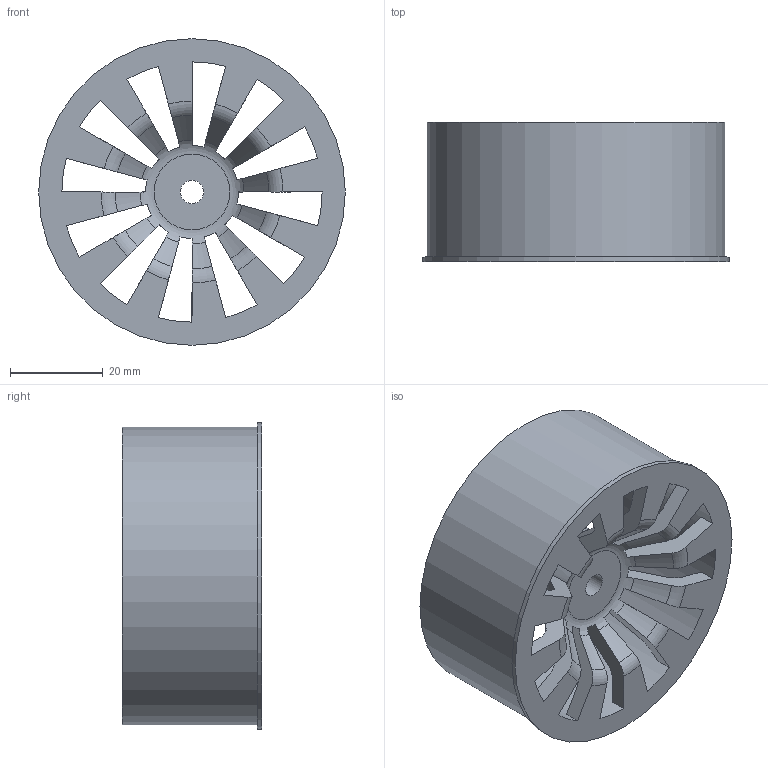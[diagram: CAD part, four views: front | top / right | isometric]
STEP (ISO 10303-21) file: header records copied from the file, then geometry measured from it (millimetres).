
FILE_DESCRIPTION(('FreeCAD Model'),'2;1');
FILE_NAME('Open CASCADE Shape Model','2026-01-29T16:29:28',('Author'),( ''),'Open CASCADE STEP processor 7.8','FreeCAD','Unknown');
FILE_SCHEMA(('AUTOMOTIVE_DESIGN { 1 0 10303 214 1 1 1 1 }'));
Length unit declared in the file: millimetre
Products named in the file (1): Rim
Bounding box: 66 x 30 x 66 mm (x, y, z)
Volume: 29741.8 mm3; surface area: 18840.6 mm2
Topology: 1 solids, 1 shells, 114 faces, 416 edges, 284 vertices
Faces by surface type: plane 48, torus 37, cone 24, cylinder 5
Full cylindrical faces by diameter (mm): 5 x1, 20 x1, 56 x1, 64 x1, 66 x1
Entity records: 10030 total; most frequent: CARTESIAN_POINT 6316, ORIENTED_EDGE 832, DIRECTION 793, EDGE_CURVE 416, AXIS2_PLACEMENT_3D 314, VERTEX_POINT 284, CIRCLE 199, LINE 165
